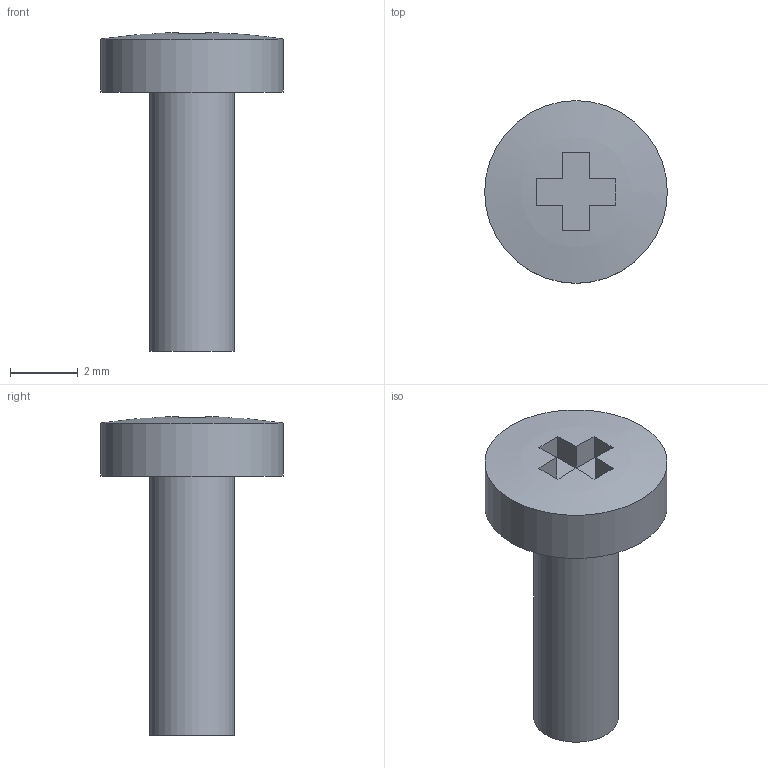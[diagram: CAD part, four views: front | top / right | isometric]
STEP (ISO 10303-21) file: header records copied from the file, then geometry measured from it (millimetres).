
FILE_DESCRIPTION(('FreeCAD Model'),'2;1');
FILE_NAME('Futaba3003-shaft-bolt.stp', '2014-08-05T19:14:41',('FreeCAD'),('FreeCAD'), 'Open CASCADE STEP processor 6.7','FreeCAD','Unknown');
FILE_SCHEMA(('AUTOMOTIVE_DESIGN_CC2 { 1 2 10303 214 -1 1 5 4 }'));
Length unit declared in the file: millimetre
Products named in the file (1): Shaft-bolt
Bounding box: 5.38 x 5.38 x 9.39 mm (x, y, z)
Volume: 72.9 mm3; surface area: 139.1 mm2
Topology: 1 solids, 1 shells, 18 faces, 44 edges, 29 vertices
Faces by surface type: plane 15, cylinder 2, sphere 1
Full cylindrical faces by diameter (mm): 2.5 x1, 5.38 x1
Entity records: 1225 total; most frequent: CARTESIAN_POINT 300, DIRECTION 175, ORIENTED_EDGE 88, PCURVE 88, DEFINITIONAL_REPRESENTATION 88, LINE 85, VECTOR 85, EDGE_CURVE 44
